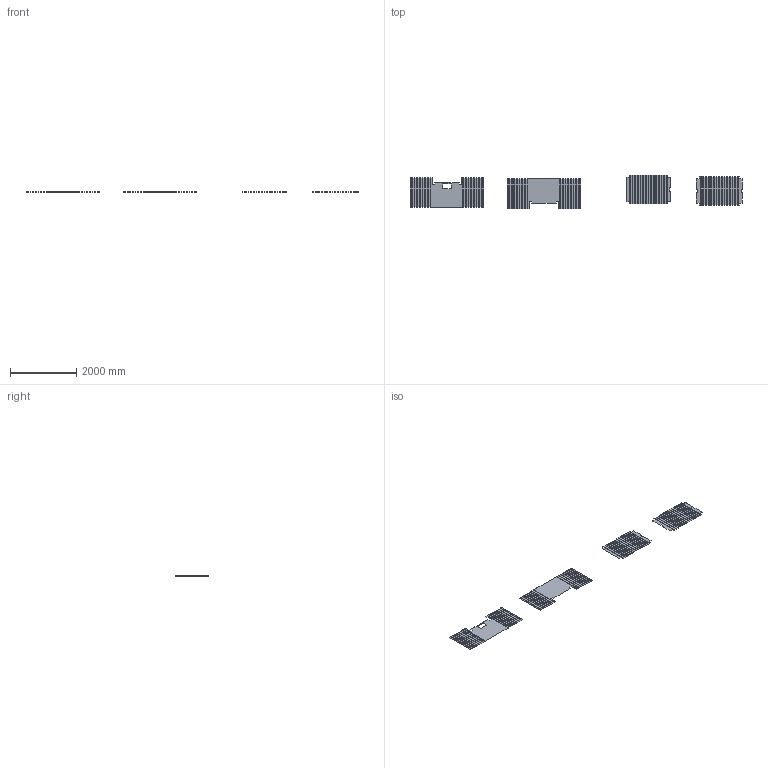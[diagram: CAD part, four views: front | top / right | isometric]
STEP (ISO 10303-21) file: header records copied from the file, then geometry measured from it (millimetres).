
FILE_DESCRIPTION(('CATIA V6 STEP'),'2;1');
FILE_NAME('TAPPI.stp','2020-08-03T04:59:48+00:00',('none'),('none'),'CATIA V6R2013x.HF71','DASSAULT SYSTEMES CATIA V6 STEP AP203','none');
FILE_SCHEMA(('CONFIG_CONTROL_DESIGN'));
Length unit declared in the file: millimetre
Products named in the file (5): BỘ TAPPI HẦM HÀNG TB120S; TAPPI HAM HANG TRUOC; TAPPI HAM HANG SAU; U OP HAM HANG TRUOC/SAU; U OP HAM HANG GIUA
Assembly tree (4 placements, depth 2):
  BỘ TAPPI HẦM HÀNG TB120S
    TAPPI HAM HANG TRUOC
    TAPPI HAM HANG SAU
    U OP HAM HANG TRUOC/SAU
    U OP HAM HANG GIUA
Bounding box: 10031.76 x 1005.22 x 10.8 mm (x, y, z)
Volume: 7370884.7 mm3; surface area: 12313478 mm2
Topology: 4 solids, 4 shells, 2058 faces, 4166 edges, 2116 vertices
Faces by surface type: plane 1562, cylinder 496
Entity records: 48785 total; most frequent: ORIENTED_EDGE 8332, CARTESIAN_POINT 8108, DIRECTION 7808, EDGE_CURVE 4166, VECTOR 3174, LINE 3174, AXIS2_PLACEMENT_3D 2818, VERTEX_POINT 2116
